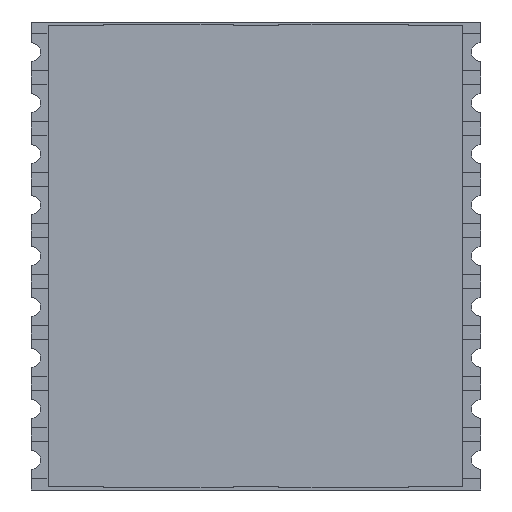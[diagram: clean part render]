
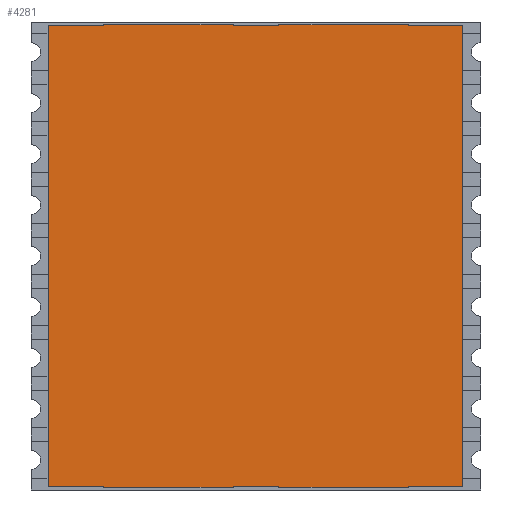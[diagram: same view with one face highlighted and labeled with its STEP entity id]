
A CAD part, front view. The second image highlights one B-rep face of the part: STEP entity #4281.
In plain terms, the highlighted free-form (B-spline) face has degree [1, 1] with [2, 2] control points.
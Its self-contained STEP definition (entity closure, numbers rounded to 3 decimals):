
#4213 = EDGE_CURVE('',#4214,#4216,#4218,.T.);
#4214 = VERTEX_POINT('',#4215);
#4215 = CARTESIAN_POINT('',(-56.3,-1.338,
    2.686));
#4216 = VERTEX_POINT('',#4217);
#4217 = CARTESIAN_POINT('',(-56.3,-1.338,
    2.678));
#4218 = B_SPLINE_CURVE_WITH_KNOTS('',1,(#4219,#4220),.UNSPECIFIED.,.F.,
  .F.,(2,2),(-0.006,-0.),.PIECEWISE_BEZIER_KNOTS.);
#4219 = CARTESIAN_POINT('',(-56.3,-1.338,
    2.686));
#4220 = CARTESIAN_POINT('',(-56.3,-1.338,
    2.678));
#4243 = VERTEX_POINT('',#4244);
#4244 = CARTESIAN_POINT('',(-52.602,-1.338,
    2.678));
#4249 = EDGE_CURVE('',#4216,#4243,#4250,.T.);
#4250 = B_SPLINE_CURVE_WITH_KNOTS('',1,(#4251,#4252),.UNSPECIFIED.,.F.,
  .F.,(2,2),(0.,2.792),.PIECEWISE_BEZIER_KNOTS.);
#4251 = CARTESIAN_POINT('',(-56.3,-1.338,
    2.678));
#4252 = CARTESIAN_POINT('',(-52.602,-1.338,
    2.678));
#4265 = VERTEX_POINT('',#4266);
#4266 = CARTESIAN_POINT('',(-52.602,-1.338,
    2.686));
#4271 = EDGE_CURVE('',#4243,#4265,#4272,.T.);
#4272 = B_SPLINE_CURVE_WITH_KNOTS('',1,(#4273,#4274),.UNSPECIFIED.,.F.,
  .F.,(2,2),(0.,0.006),.PIECEWISE_BEZIER_KNOTS.);
#4273 = CARTESIAN_POINT('',(-52.602,-1.338,
    2.678));
#4274 = CARTESIAN_POINT('',(-52.602,-1.338,
    2.686));
#4281 = ADVANCED_FACE('',(#4282),#4404,.F.);
#4282 = FACE_BOUND('',#4283,.T.);
#4283 = EDGE_LOOP('',(#4284,#4291,#4292,#4293,#4294,#4301,#4308,#4315,
    #4322,#4329,#4336,#4343,#4350,#4357,#4364,#4371,#4378,#4385,#4392,
    #4399));
#4284 = ORIENTED_EDGE('',*,*,#4285,.T.);
#4285 = EDGE_CURVE('',#4286,#4214,#4288,.T.);
#4286 = VERTEX_POINT('',#4287);
#4287 = CARTESIAN_POINT('',(-57.893,-1.338,
    2.686));
#4288 = B_SPLINE_CURVE_WITH_KNOTS('',1,(#4289,#4290),.UNSPECIFIED.,.F.,
  .F.,(2,2),(0.,1.202),.PIECEWISE_BEZIER_KNOTS.);
#4289 = CARTESIAN_POINT('',(-57.893,-1.338,
    2.686));
#4290 = CARTESIAN_POINT('',(-56.3,-1.338,
    2.686));
#4291 = ORIENTED_EDGE('',*,*,#4213,.T.);
#4292 = ORIENTED_EDGE('',*,*,#4249,.T.);
#4293 = ORIENTED_EDGE('',*,*,#4271,.T.);
#4294 = ORIENTED_EDGE('',*,*,#4295,.T.);
#4295 = EDGE_CURVE('',#4265,#4296,#4298,.T.);
#4296 = VERTEX_POINT('',#4297);
#4297 = CARTESIAN_POINT('',(-51.292,-1.338,
    2.686));
#4298 = B_SPLINE_CURVE_WITH_KNOTS('',1,(#4299,#4300),.UNSPECIFIED.,.F.,
  .F.,(2,2),(3.994,4.983),.PIECEWISE_BEZIER_KNOTS.);
#4299 = CARTESIAN_POINT('',(-52.602,-1.338,
    2.686));
#4300 = CARTESIAN_POINT('',(-51.292,-1.338,
    2.686));
#4301 = ORIENTED_EDGE('',*,*,#4302,.T.);
#4302 = EDGE_CURVE('',#4296,#4303,#4305,.T.);
#4303 = VERTEX_POINT('',#4304);
#4304 = CARTESIAN_POINT('',(-51.292,-1.338,
    2.678));
#4305 = B_SPLINE_CURVE_WITH_KNOTS('',1,(#4306,#4307),.UNSPECIFIED.,.F.,
  .F.,(2,2),(-0.006,-0.),.PIECEWISE_BEZIER_KNOTS.);
#4306 = CARTESIAN_POINT('',(-51.292,-1.338,
    2.686));
#4307 = CARTESIAN_POINT('',(-51.292,-1.338,
    2.678));
#4308 = ORIENTED_EDGE('',*,*,#4309,.T.);
#4309 = EDGE_CURVE('',#4303,#4310,#4312,.T.);
#4310 = VERTEX_POINT('',#4311);
#4311 = CARTESIAN_POINT('',(-47.593,-1.338,
    2.678));
#4312 = B_SPLINE_CURVE_WITH_KNOTS('',1,(#4313,#4314),.UNSPECIFIED.,.F.,
  .F.,(2,2),(-2.792,0.),.PIECEWISE_BEZIER_KNOTS.);
#4313 = CARTESIAN_POINT('',(-51.292,-1.338,
    2.678));
#4314 = CARTESIAN_POINT('',(-47.593,-1.338,
    2.678));
#4315 = ORIENTED_EDGE('',*,*,#4316,.T.);
#4316 = EDGE_CURVE('',#4310,#4317,#4319,.T.);
#4317 = VERTEX_POINT('',#4318);
#4318 = CARTESIAN_POINT('',(-47.593,-1.338,
    2.686));
#4319 = B_SPLINE_CURVE_WITH_KNOTS('',1,(#4320,#4321),.UNSPECIFIED.,.F.,
  .F.,(2,2),(0.,0.006),.PIECEWISE_BEZIER_KNOTS.);
#4320 = CARTESIAN_POINT('',(-47.593,-1.338,
    2.678));
#4321 = CARTESIAN_POINT('',(-47.593,-1.338,
    2.686));
#4322 = ORIENTED_EDGE('',*,*,#4323,.T.);
#4323 = EDGE_CURVE('',#4317,#4324,#4326,.T.);
#4324 = VERTEX_POINT('',#4325);
#4325 = CARTESIAN_POINT('',(-46.036,-1.338,
    2.686));
#4326 = B_SPLINE_CURVE_WITH_KNOTS('',1,(#4327,#4328),.UNSPECIFIED.,.F.,
  .F.,(2,2),(7.775,8.95),.PIECEWISE_BEZIER_KNOTS.);
#4327 = CARTESIAN_POINT('',(-47.593,-1.338,
    2.686));
#4328 = CARTESIAN_POINT('',(-46.036,-1.338,
    2.686));
#4329 = ORIENTED_EDGE('',*,*,#4330,.T.);
#4330 = EDGE_CURVE('',#4324,#4331,#4333,.T.);
#4331 = VERTEX_POINT('',#4332);
#4332 = CARTESIAN_POINT('',(-46.036,-1.338,
    15.88));
#4333 = B_SPLINE_CURVE_WITH_KNOTS('',1,(#4334,#4335),.UNSPECIFIED.,.F.,
  .F.,(2,2),(-9.96,0.),.PIECEWISE_BEZIER_KNOTS.);
#4334 = CARTESIAN_POINT('',(-46.036,-1.338,
    2.686));
#4335 = CARTESIAN_POINT('',(-46.036,-1.338,
    15.88));
#4336 = ORIENTED_EDGE('',*,*,#4337,.T.);
#4337 = EDGE_CURVE('',#4331,#4338,#4340,.T.);
#4338 = VERTEX_POINT('',#4339);
#4339 = CARTESIAN_POINT('',(-47.593,-1.338,
    15.88));
#4340 = B_SPLINE_CURVE_WITH_KNOTS('',1,(#4341,#4342),.UNSPECIFIED.,.F.,
  .F.,(2,2),(-8.95,-7.775),.PIECEWISE_BEZIER_KNOTS.);
#4341 = CARTESIAN_POINT('',(-46.036,-1.338,
    15.88));
#4342 = CARTESIAN_POINT('',(-47.593,-1.338,
    15.88));
#4343 = ORIENTED_EDGE('',*,*,#4344,.T.);
#4344 = EDGE_CURVE('',#4338,#4345,#4347,.T.);
#4345 = VERTEX_POINT('',#4346);
#4346 = CARTESIAN_POINT('',(-47.593,-1.338,
    15.886));
#4347 = B_SPLINE_CURVE_WITH_KNOTS('',1,(#4348,#4349),.UNSPECIFIED.,.F.,
  .F.,(2,2),(-0.005,0.),.PIECEWISE_BEZIER_KNOTS.);
#4348 = CARTESIAN_POINT('',(-47.593,-1.338,
    15.88));
#4349 = CARTESIAN_POINT('',(-47.593,-1.338,
    15.886));
#4350 = ORIENTED_EDGE('',*,*,#4351,.T.);
#4351 = EDGE_CURVE('',#4345,#4352,#4354,.T.);
#4352 = VERTEX_POINT('',#4353);
#4353 = CARTESIAN_POINT('',(-51.292,-1.338,
    15.886));
#4354 = B_SPLINE_CURVE_WITH_KNOTS('',1,(#4355,#4356),.UNSPECIFIED.,.F.,
  .F.,(2,2),(0.,2.792),.PIECEWISE_BEZIER_KNOTS.);
#4355 = CARTESIAN_POINT('',(-47.593,-1.338,
    15.886));
#4356 = CARTESIAN_POINT('',(-51.292,-1.338,
    15.886));
#4357 = ORIENTED_EDGE('',*,*,#4358,.T.);
#4358 = EDGE_CURVE('',#4352,#4359,#4361,.T.);
#4359 = VERTEX_POINT('',#4360);
#4360 = CARTESIAN_POINT('',(-51.292,-1.338,
    15.88));
#4361 = B_SPLINE_CURVE_WITH_KNOTS('',1,(#4362,#4363),.UNSPECIFIED.,.F.,
  .F.,(2,2),(0.,0.005),.PIECEWISE_BEZIER_KNOTS.);
#4362 = CARTESIAN_POINT('',(-51.292,-1.338,
    15.886));
#4363 = CARTESIAN_POINT('',(-51.292,-1.338,
    15.88));
#4364 = ORIENTED_EDGE('',*,*,#4365,.T.);
#4365 = EDGE_CURVE('',#4359,#4366,#4368,.T.);
#4366 = VERTEX_POINT('',#4367);
#4367 = CARTESIAN_POINT('',(-52.602,-1.338,
    15.88));
#4368 = B_SPLINE_CURVE_WITH_KNOTS('',1,(#4369,#4370),.UNSPECIFIED.,.F.,
  .F.,(2,2),(-4.983,-3.994),.PIECEWISE_BEZIER_KNOTS.);
#4369 = CARTESIAN_POINT('',(-51.292,-1.338,
    15.88));
#4370 = CARTESIAN_POINT('',(-52.602,-1.338,
    15.88));
#4371 = ORIENTED_EDGE('',*,*,#4372,.T.);
#4372 = EDGE_CURVE('',#4366,#4373,#4375,.T.);
#4373 = VERTEX_POINT('',#4374);
#4374 = CARTESIAN_POINT('',(-52.602,-1.338,
    15.886));
#4375 = B_SPLINE_CURVE_WITH_KNOTS('',1,(#4376,#4377),.UNSPECIFIED.,.F.,
  .F.,(2,2),(-0.005,0.),.PIECEWISE_BEZIER_KNOTS.);
#4376 = CARTESIAN_POINT('',(-52.602,-1.338,
    15.88));
#4377 = CARTESIAN_POINT('',(-52.602,-1.338,
    15.886));
#4378 = ORIENTED_EDGE('',*,*,#4379,.T.);
#4379 = EDGE_CURVE('',#4373,#4380,#4382,.T.);
#4380 = VERTEX_POINT('',#4381);
#4381 = CARTESIAN_POINT('',(-56.3,-1.338,
    15.886));
#4382 = B_SPLINE_CURVE_WITH_KNOTS('',1,(#4383,#4384),.UNSPECIFIED.,.F.,
  .F.,(2,2),(-2.792,-0.),.PIECEWISE_BEZIER_KNOTS.);
#4383 = CARTESIAN_POINT('',(-52.602,-1.338,
    15.886));
#4384 = CARTESIAN_POINT('',(-56.3,-1.338,
    15.886));
#4385 = ORIENTED_EDGE('',*,*,#4386,.T.);
#4386 = EDGE_CURVE('',#4380,#4387,#4389,.T.);
#4387 = VERTEX_POINT('',#4388);
#4388 = CARTESIAN_POINT('',(-56.3,-1.338,
    15.88));
#4389 = B_SPLINE_CURVE_WITH_KNOTS('',1,(#4390,#4391),.UNSPECIFIED.,.F.,
  .F.,(2,2),(0.,0.005),.PIECEWISE_BEZIER_KNOTS.);
#4390 = CARTESIAN_POINT('',(-56.3,-1.338,
    15.886));
#4391 = CARTESIAN_POINT('',(-56.3,-1.338,
    15.88));
#4392 = ORIENTED_EDGE('',*,*,#4393,.T.);
#4393 = EDGE_CURVE('',#4387,#4394,#4396,.T.);
#4394 = VERTEX_POINT('',#4395);
#4395 = CARTESIAN_POINT('',(-57.893,-1.338,
    15.88));
#4396 = B_SPLINE_CURVE_WITH_KNOTS('',1,(#4397,#4398),.UNSPECIFIED.,.F.,
  .F.,(2,2),(-1.202,-0.),.PIECEWISE_BEZIER_KNOTS.);
#4397 = CARTESIAN_POINT('',(-56.3,-1.338,
    15.88));
#4398 = CARTESIAN_POINT('',(-57.893,-1.338,
    15.88));
#4399 = ORIENTED_EDGE('',*,*,#4400,.T.);
#4400 = EDGE_CURVE('',#4394,#4286,#4401,.T.);
#4401 = B_SPLINE_CURVE_WITH_KNOTS('',1,(#4402,#4403),.UNSPECIFIED.,.F.,
  .F.,(2,2),(0.,9.96),.PIECEWISE_BEZIER_KNOTS.);
#4402 = CARTESIAN_POINT('',(-57.893,-1.338,
    15.88));
#4403 = CARTESIAN_POINT('',(-57.893,-1.338,
    2.686));
#4404 = B_SPLINE_SURFACE_WITH_KNOTS('',1,1,(
    (#4405,#4406)
    ,(#4407,#4408
    )),.UNSPECIFIED.,.F.,.F.,.F.,(2,2),(2,2),(2.021,
    11.992),(-43.701,-34.752),
  .PIECEWISE_BEZIER_KNOTS.);
#4405 = CARTESIAN_POINT('',(-57.893,-1.338,
    2.678));
#4406 = CARTESIAN_POINT('',(-46.036,-1.338,
    2.678));
#4407 = CARTESIAN_POINT('',(-57.893,-1.338,
    15.886));
#4408 = CARTESIAN_POINT('',(-46.036,-1.338,
    15.886));
